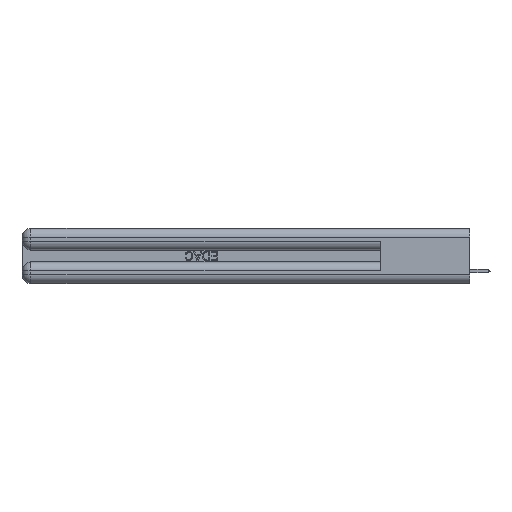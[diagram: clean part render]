
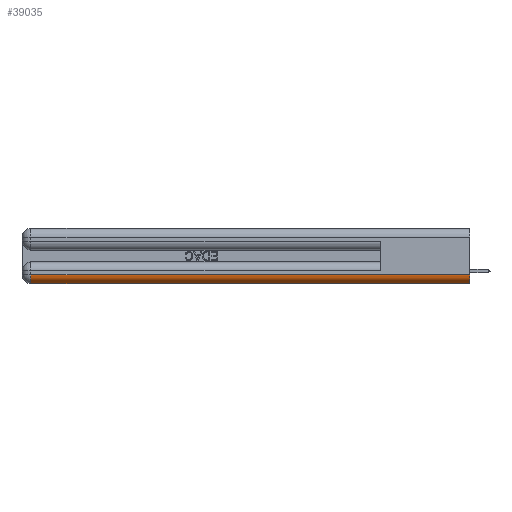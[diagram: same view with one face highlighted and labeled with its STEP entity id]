
A CAD part, left-side view. The second image highlights one B-rep face of the part: STEP entity #39035.
In plain terms, the highlighted cylindrical face has radius 1.524 mm (diameter 3.048 mm), a partial arc.
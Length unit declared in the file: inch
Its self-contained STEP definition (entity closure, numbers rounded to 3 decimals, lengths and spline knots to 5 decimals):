
#2843 = LINE ( 'NONE', #41499, #19154 ) ;
#4742 = DIRECTION ( 'NONE',  ( 0., 0., 1. ) ) ;
#9082 = CARTESIAN_POINT ( 'NONE',  ( 0.06, 2.94, 0.06 ) ) ;
#9990 = LINE ( 'NONE', #42724, #36993 ) ;
#10054 = EDGE_LOOP ( 'NONE', ( #28600, #41384, #45595, #12032 ) ) ;
#10830 = CARTESIAN_POINT ( 'NONE',  ( 0.06, 0., 0. ) ) ;
#11024 = CYLINDRICAL_SURFACE ( 'NONE', #17979, 0.06 ) ;
#12032 = ORIENTED_EDGE ( 'NONE', *, *, #38990, .F. ) ;
#13627 = CARTESIAN_POINT ( 'NONE',  ( 0., 0., 0.06 ) ) ;
#15117 = CIRCLE ( 'NONE', #23595, 0.06 ) ;
#15733 = DIRECTION ( 'NONE',  ( 0., 1., 0. ) ) ;
#16294 = CIRCLE ( 'NONE', #41760, 0.06 ) ;
#16608 = EDGE_CURVE ( 'NONE', #17932, #18984, #9990, .T. ) ;
#17932 = VERTEX_POINT ( 'NONE', #24476 ) ;
#17979 = AXIS2_PLACEMENT_3D ( 'NONE', #27529, #15733, #4742 ) ;
#18984 = VERTEX_POINT ( 'NONE', #13627 ) ;
#19154 = VECTOR ( 'NONE', #22759, 39.37008 ) ;
#20373 = FACE_OUTER_BOUND ( 'NONE', #10054, .T. ) ;
#22759 = DIRECTION ( 'NONE',  ( 0., 1., 0. ) ) ;
#23595 = AXIS2_PLACEMENT_3D ( 'NONE', #9082, #31224, #42523 ) ;
#24476 = CARTESIAN_POINT ( 'NONE',  ( 0., 2.94, 0.06 ) ) ;
#25276 = DIRECTION ( 'NONE',  ( 0., -1., 0. ) ) ;
#27529 = CARTESIAN_POINT ( 'NONE',  ( 0.06, 0., 0.06 ) ) ;
#28600 = ORIENTED_EDGE ( 'NONE', *, *, #44399, .F. ) ;
#28865 = VERTEX_POINT ( 'NONE', #10830 ) ;
#29217 = CARTESIAN_POINT ( 'NONE',  ( 0.06, 0., 0.06 ) ) ;
#31224 = DIRECTION ( 'NONE',  ( 0., 1., 0. ) ) ;
#36993 = VECTOR ( 'NONE', #42890, 39.37008 ) ;
#38613 = EDGE_CURVE ( 'NONE', #39114, #17932, #15117, .T. ) ;
#38990 = EDGE_CURVE ( 'NONE', #28865, #39114, #2843, .T. ) ;
#39035 = ADVANCED_FACE ( 'NONE', ( #20373 ), #11024, .T. ) ;
#39114 = VERTEX_POINT ( 'NONE', #42972 ) ;
#39883 = DIRECTION ( 'NONE',  ( 0., 0., 1. ) ) ;
#41384 = ORIENTED_EDGE ( 'NONE', *, *, #16608, .F. ) ;
#41499 = CARTESIAN_POINT ( 'NONE',  ( 0.06, 3., 0. ) ) ;
#41760 = AXIS2_PLACEMENT_3D ( 'NONE', #29217, #25276, #39883 ) ;
#42523 = DIRECTION ( 'NONE',  ( 0., 0., 1. ) ) ;
#42724 = CARTESIAN_POINT ( 'NONE',  ( 0., 0., 0.06 ) ) ;
#42890 = DIRECTION ( 'NONE',  ( 0., -1., 0. ) ) ;
#42972 = CARTESIAN_POINT ( 'NONE',  ( 0.06, 2.94, 0. ) ) ;
#44399 = EDGE_CURVE ( 'NONE', #18984, #28865, #16294, .T. ) ;
#45595 = ORIENTED_EDGE ( 'NONE', *, *, #38613, .F. ) ;
